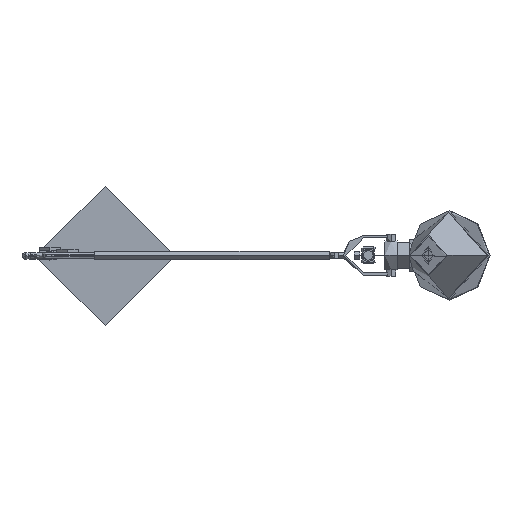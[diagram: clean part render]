
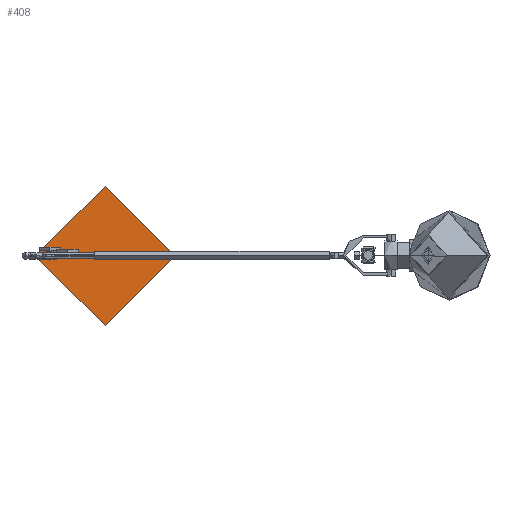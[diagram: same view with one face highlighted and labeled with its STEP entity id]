
A CAD part, top view. The second image highlights one B-rep face of the part: STEP entity #408.
In plain terms, the highlighted free-form (B-spline) face has degree [1, 1] with [2, 2] control points.
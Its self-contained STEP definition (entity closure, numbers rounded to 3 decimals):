
#408=ADVANCED_FACE('',(#783),#5145,.T.);
#783=FACE_OUTER_BOUND('',#1165,.T.);
#1165=EDGE_LOOP('',(#2195,#2196,#2197,#2198));
#2195=ORIENTED_EDGE('',*,*,#3725,.T.);
#2196=ORIENTED_EDGE('',*,*,#3724,.F.);
#2197=ORIENTED_EDGE('',*,*,#3723,.T.);
#2198=ORIENTED_EDGE('',*,*,#3722,.F.);
#3722=EDGE_CURVE('',#4722,#4723,#6478,.T.);
#3723=EDGE_CURVE('',#4724,#4723,#6479,.T.);
#3724=EDGE_CURVE('',#4724,#4725,#6480,.T.);
#3725=EDGE_CURVE('',#4722,#4725,#6481,.T.);
#4722=VERTEX_POINT('',#13249);
#4723=VERTEX_POINT('',#13250);
#4724=VERTEX_POINT('',#13251);
#4725=VERTEX_POINT('',#13252);
#5145=B_SPLINE_SURFACE_WITH_KNOTS('',1,1,((#13245,#13246),(#13247,#13248)),
.UNSPECIFIED.,.F.,.F.,.F.,(2,2),(2,2),(-115.,115.),(0.,230.),
.UNSPECIFIED.);
#6478=(
BOUNDED_CURVE()
B_SPLINE_CURVE(2,(#13233,#13234,#13235),.UNSPECIFIED.,.F.,.F.)
B_SPLINE_CURVE_WITH_KNOTS((3,3),(346.014,519.02),.UNSPECIFIED.)
CURVE()
GEOMETRIC_REPRESENTATION_ITEM()
RATIONAL_B_SPLINE_CURVE((1.,0.707,1.))
REPRESENTATION_ITEM('')
);
#6479=(
BOUNDED_CURVE()
B_SPLINE_CURVE(2,(#13236,#13237,#13238),.UNSPECIFIED.,.F.,.F.)
B_SPLINE_CURVE_WITH_KNOTS((3,3),(346.014,519.02),.UNSPECIFIED.)
CURVE()
GEOMETRIC_REPRESENTATION_ITEM()
RATIONAL_B_SPLINE_CURVE((1.,0.707,1.))
REPRESENTATION_ITEM('')
);
#6480=(
BOUNDED_CURVE()
B_SPLINE_CURVE(2,(#13239,#13240,#13241),.UNSPECIFIED.,.F.,.F.)
B_SPLINE_CURVE_WITH_KNOTS((3,3),(346.014,519.02),.UNSPECIFIED.)
CURVE()
GEOMETRIC_REPRESENTATION_ITEM()
RATIONAL_B_SPLINE_CURVE((1.,0.707,1.))
REPRESENTATION_ITEM('')
);
#6481=(
BOUNDED_CURVE()
B_SPLINE_CURVE(2,(#13242,#13243,#13244),.UNSPECIFIED.,.F.,.F.)
B_SPLINE_CURVE_WITH_KNOTS((3,3),(346.014,519.02),.UNSPECIFIED.)
CURVE()
GEOMETRIC_REPRESENTATION_ITEM()
RATIONAL_B_SPLINE_CURVE((1.,0.707,1.))
REPRESENTATION_ITEM('')
);
#13233=CARTESIAN_POINT('',(-115.,0.,11.5));
#13234=CARTESIAN_POINT('',(-115.,115.,11.5));
#13235=CARTESIAN_POINT('',(0.,115.,11.5));
#13236=CARTESIAN_POINT('',(115.,0.,11.5));
#13237=CARTESIAN_POINT('',(115.,115.,11.5));
#13238=CARTESIAN_POINT('',(0.,115.,11.5));
#13239=CARTESIAN_POINT('',(115.,0.,11.5));
#13240=CARTESIAN_POINT('',(115.,-115.,11.5));
#13241=CARTESIAN_POINT('',(0.,-115.,11.5));
#13242=CARTESIAN_POINT('',(-115.,0.,11.5));
#13243=CARTESIAN_POINT('',(-115.,-115.,11.5));
#13244=CARTESIAN_POINT('',(0.,-115.,11.5));
#13245=CARTESIAN_POINT('',(-115.,115.,11.5));
#13246=CARTESIAN_POINT('',(115.,115.,11.5));
#13247=CARTESIAN_POINT('',(-115.,-115.,11.5));
#13248=CARTESIAN_POINT('',(115.,-115.,11.5));
#13249=CARTESIAN_POINT('',(-115.,0.,11.5));
#13250=CARTESIAN_POINT('',(0.,115.,11.5));
#13251=CARTESIAN_POINT('',(115.,0.,11.5));
#13252=CARTESIAN_POINT('',(0.,-115.,11.5));
